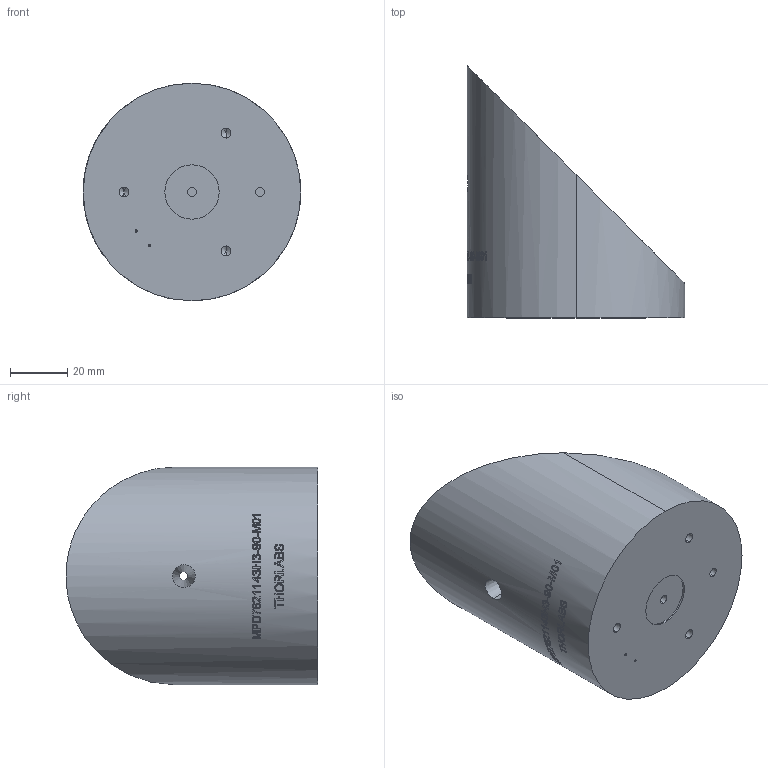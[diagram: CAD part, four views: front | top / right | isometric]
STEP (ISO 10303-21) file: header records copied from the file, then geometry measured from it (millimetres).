
FILE_DESCRIPTION (( 'STEP AP203' ), '1' );
FILE_NAME ('24804-E0W.STEP', '2014-09-08T18:20:22', ( 'admin' ), ( '' ), 'SwSTEP 2.0', 'SolidWorks 2014', '' );
FILE_SCHEMA (( 'CONFIG_CONTROL_DESIGN' ));
Length unit declared in the file: inch
Products named in the file (1): 24804-E0W
Bounding box: 76.2 x 88.2 x 76.2 mm (x, y, z)
Volume: 219796.9 mm3; surface area: 24028.9 mm2
Topology: 1 solids, 1 shells, 71 faces, 397 edges, 364 vertices
Faces by surface type: cylinder 53, cone 12, plane 4, bspline 2
Entity records: 8636 total; most frequent: CARTESIAN_POINT 5557, ORIENTED_EDGE 774, DIRECTION 442, EDGE_CURVE 387, VERTEX_POINT 364, B_SPLINE_CURVE_WITH_KNOTS 193, AXIS2_PLACEMENT_3D 178, EDGE_LOOP 119
